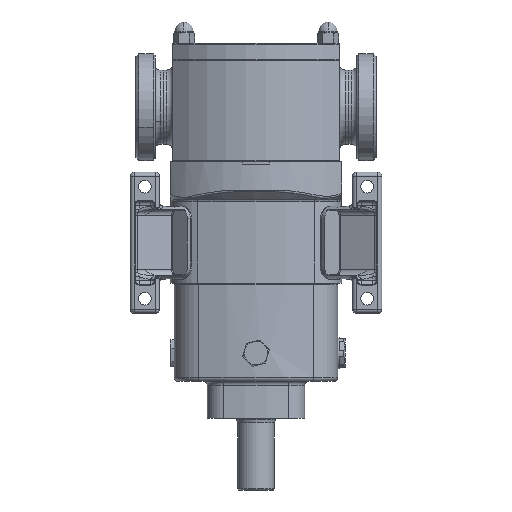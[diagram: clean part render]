
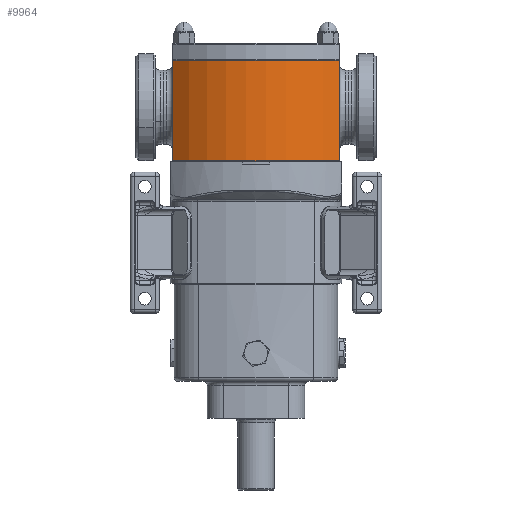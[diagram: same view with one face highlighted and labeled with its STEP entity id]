
A CAD part, front view. The second image highlights one B-rep face of the part: STEP entity #9964.
In plain terms, the highlighted cylindrical face has radius 125 mm (diameter 250 mm), a partial arc.
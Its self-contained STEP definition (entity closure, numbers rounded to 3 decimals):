
#347 = LINE ( 'NONE', #18113, #25629 ) ;
#783 = AXIS2_PLACEMENT_3D ( 'NONE', #27933, #28234, #18426 ) ;
#1794 = AXIS2_PLACEMENT_3D ( 'NONE', #5794, #14607, #12447 ) ;
#1901 = EDGE_CURVE ( 'NONE', #25322, #23909, #11056, .T. ) ;
#2523 = EDGE_LOOP ( 'NONE', ( #17813, #4938, #23615, #4008 ) ) ;
#3492 = CYLINDRICAL_SURFACE ( 'NONE', #1794, 125. ) ;
#4008 = ORIENTED_EDGE ( 'NONE', *, *, #1901, .T. ) ;
#4938 = ORIENTED_EDGE ( 'NONE', *, *, #25538, .F. ) ;
#5794 = CARTESIAN_POINT ( 'NONE',  ( 0., 0., 229.28 ) ) ;
#6044 = EDGE_CURVE ( 'NONE', #25322, #10832, #27110, .T. ) ;
#9170 = DIRECTION ( 'NONE',  ( 0., 0., -1. ) ) ;
#9315 = EDGE_CURVE ( 'NONE', #23909, #22498, #10045, .T. ) ;
#9964 = ADVANCED_FACE ( 'NONE', ( #23312 ), #3492, .T. ) ;
#10045 = CIRCLE ( 'NONE', #26243, 125. ) ;
#10832 = VERTEX_POINT ( 'NONE', #22896 ) ;
#11056 = LINE ( 'NONE', #26986, #24445 ) ;
#12447 = DIRECTION ( 'NONE',  ( -1., 0., 0. ) ) ;
#14607 = DIRECTION ( 'NONE',  ( 0., 0., -1. ) ) ;
#17148 = CARTESIAN_POINT ( 'NONE',  ( -85.5, -91.185, 126.63 ) ) ;
#17330 = DIRECTION ( 'NONE',  ( 0., 0., 1. ) ) ;
#17813 = ORIENTED_EDGE ( 'NONE', *, *, #9315, .T. ) ;
#18113 = CARTESIAN_POINT ( 'NONE',  ( 85.5, -91.185, 229.28 ) ) ;
#18426 = DIRECTION ( 'NONE',  ( 1., 0., 0. ) ) ;
#20288 = DIRECTION ( 'NONE',  ( 0., 0., -1. ) ) ;
#20881 = CARTESIAN_POINT ( 'NONE',  ( -85.5, -91.185, 229.28 ) ) ;
#22498 = VERTEX_POINT ( 'NONE', #28528 ) ;
#22896 = CARTESIAN_POINT ( 'NONE',  ( 85.5, -91.185, 229.28 ) ) ;
#23312 = FACE_OUTER_BOUND ( 'NONE', #2523, .T. ) ;
#23615 = ORIENTED_EDGE ( 'NONE', *, *, #6044, .F. ) ;
#23909 = VERTEX_POINT ( 'NONE', #17148 ) ;
#23993 = DIRECTION ( 'NONE',  ( 1., 0., 0. ) ) ;
#24445 = VECTOR ( 'NONE', #9170, 1000. ) ;
#25322 = VERTEX_POINT ( 'NONE', #20881 ) ;
#25538 = EDGE_CURVE ( 'NONE', #10832, #22498, #347, .T. ) ;
#25629 = VECTOR ( 'NONE', #20288, 1000. ) ;
#26243 = AXIS2_PLACEMENT_3D ( 'NONE', #28337, #17330, #23993 ) ;
#26986 = CARTESIAN_POINT ( 'NONE',  ( -85.5, -91.185, 229.28 ) ) ;
#27110 = CIRCLE ( 'NONE', #783, 125. ) ;
#27933 = CARTESIAN_POINT ( 'NONE',  ( 0., 0., 229.28 ) ) ;
#28234 = DIRECTION ( 'NONE',  ( 0., 0., 1. ) ) ;
#28337 = CARTESIAN_POINT ( 'NONE',  ( 0., 0., 126.63 ) ) ;
#28528 = CARTESIAN_POINT ( 'NONE',  ( 85.5, -91.185, 126.63 ) ) ;
